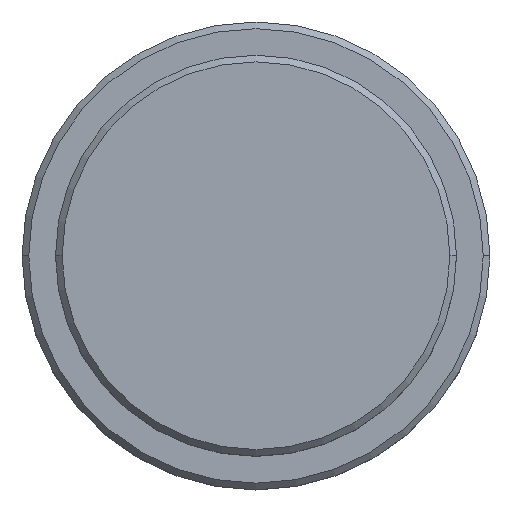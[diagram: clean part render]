
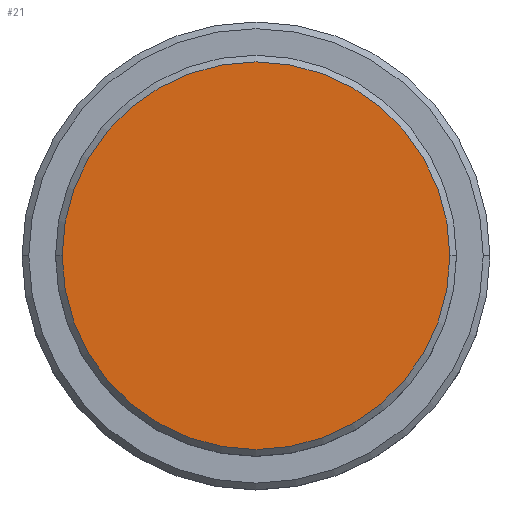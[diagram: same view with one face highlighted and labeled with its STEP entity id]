
A CAD part, top view. The second image highlights one B-rep face of the part: STEP entity #21.
In plain terms, the highlighted planar face has unit normal (0, 0, 1).
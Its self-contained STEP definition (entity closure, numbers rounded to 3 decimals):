
#21 = ADVANCED_FACE ( 'NONE', ( #1346 ), #463, .T. ) ;
#115 = EDGE_CURVE ( 'NONE', #982, #189, #715, .T. ) ;
#189 = VERTEX_POINT ( 'NONE', #1156 ) ;
#210 = AXIS2_PLACEMENT_3D ( 'NONE', #470, #1340, #690 ) ;
#365 = DIRECTION ( 'NONE',  ( 0., 0., 1. ) ) ;
#381 = DIRECTION ( 'NONE',  ( 1., 0., 0. ) ) ;
#461 = EDGE_CURVE ( 'NONE', #189, #982, #1373, .T. ) ;
#463 = PLANE ( 'NONE',  #849 ) ;
#470 = CARTESIAN_POINT ( 'NONE',  ( 0., 0., 0. ) ) ;
#517 = CARTESIAN_POINT ( 'NONE',  ( 0., 0., 0. ) ) ;
#523 = DIRECTION ( 'NONE',  ( 0., 0., 1. ) ) ;
#542 = ORIENTED_EDGE ( 'NONE', *, *, #461, .T. ) ;
#690 = DIRECTION ( 'NONE',  ( 1., 0., 0. ) ) ;
#715 = CIRCLE ( 'NONE', #1095, 14.5 ) ;
#806 = CARTESIAN_POINT ( 'NONE',  ( 0., 0., 0. ) ) ;
#825 = DIRECTION ( 'NONE',  ( 1., 0., 0. ) ) ;
#849 = AXIS2_PLACEMENT_3D ( 'NONE', #806, #365, #381 ) ;
#872 = EDGE_LOOP ( 'NONE', ( #542, #1302 ) ) ;
#982 = VERTEX_POINT ( 'NONE', #1067 ) ;
#1067 = CARTESIAN_POINT ( 'NONE',  ( 14.5, 0., 0. ) ) ;
#1095 = AXIS2_PLACEMENT_3D ( 'NONE', #517, #523, #825 ) ;
#1156 = CARTESIAN_POINT ( 'NONE',  ( -14.5, 0., 0. ) ) ;
#1302 = ORIENTED_EDGE ( 'NONE', *, *, #115, .T. ) ;
#1340 = DIRECTION ( 'NONE',  ( 0., 0., 1. ) ) ;
#1346 = FACE_OUTER_BOUND ( 'NONE', #872, .T. ) ;
#1373 = CIRCLE ( 'NONE', #210, 14.5 ) ;
